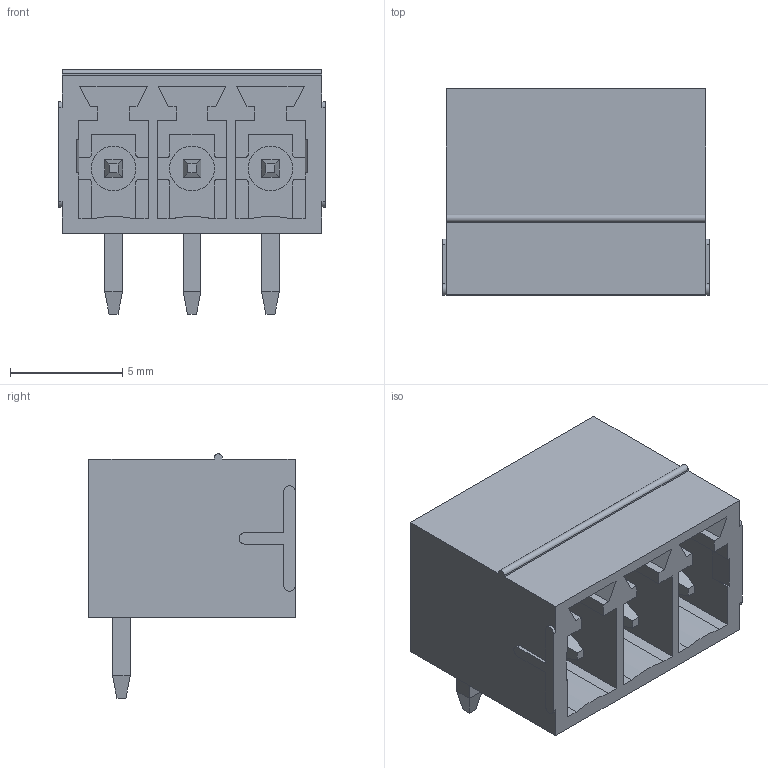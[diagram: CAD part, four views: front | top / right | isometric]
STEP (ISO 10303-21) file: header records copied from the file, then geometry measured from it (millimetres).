
FILE_DESCRIPTION(('FreeCAD Model'),'2;1');
FILE_NAME( 'OQ_3P_black.step', '2018-03-06T15:34:39',('kicad StepUp'),('ksu MCAD'), 'Open CASCADE STEP processor 7.1','FreeCAD','Unknown');
FILE_SCHEMA(('AUTOMOTIVE_DESIGN_CC2 { 1 2 10303 214 -1 1 5 4 }'));
Length unit declared in the file: millimetre
Products named in the file (1): OQ_3P_black
Bounding box: 11.9 x 9.2 x 10.9 mm (x, y, z)
Volume: 381 mm3; surface area: 1165.2 mm2
Topology: 1 solids, 1 shells, 233 faces, 630 edges, 408 vertices
Faces by surface type: plane 202, cylinder 31
Full cylindrical faces by diameter (mm): 2 x3
Entity records: 8828 total; most frequent: CARTESIAN_POINT 1272, ORIENTED_EDGE 1260, DIRECTION 1166, EDGE_CURVE 630, LINE 562, VECTOR 562, VERTEX_POINT 408, AXIS2_PLACEMENT_3D 302
